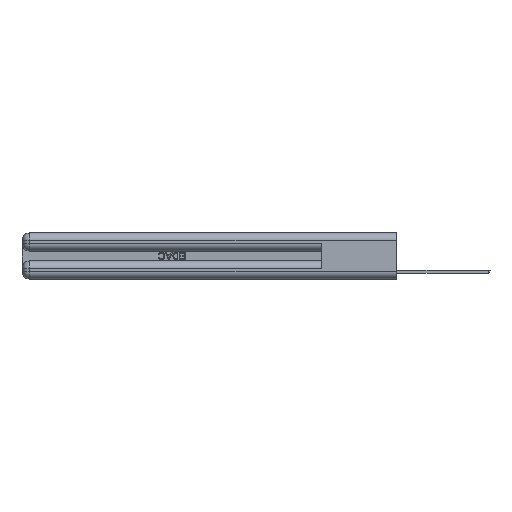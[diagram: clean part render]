
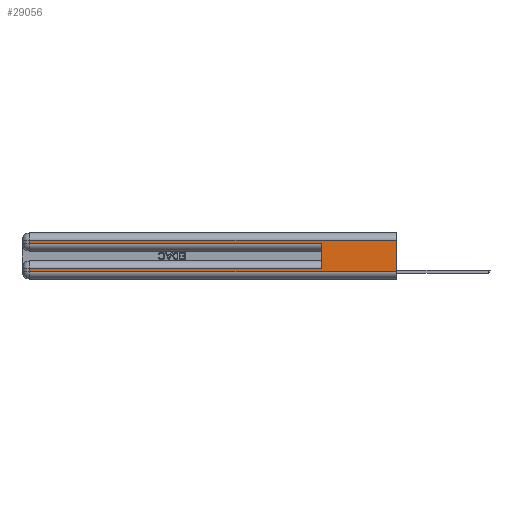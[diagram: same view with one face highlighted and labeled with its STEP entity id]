
A CAD part, left-side view. The second image highlights one B-rep face of the part: STEP entity #29056.
In plain terms, the highlighted planar face has unit normal (-1, 0, 0).
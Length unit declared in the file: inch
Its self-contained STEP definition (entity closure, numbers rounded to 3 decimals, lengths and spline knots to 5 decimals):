
#143 = DIRECTION ( 'NONE',  ( 0., 0., -1. ) ) ;
#197 = CARTESIAN_POINT ( 'NONE',  ( 0., 0., 0.285 ) ) ;
#362 = LINE ( 'NONE', #197, #23213 ) ;
#694 = PLANE ( 'NONE',  #22282 ) ;
#1946 = VECTOR ( 'NONE', #13502, 39.37008 ) ;
#2823 = EDGE_LOOP ( 'NONE', ( #31657, #26360, #17333, #31354, #23294, #31484, #9400, #21496 ) ) ;
#3435 = CARTESIAN_POINT ( 'NONE',  ( 0., 0.6, 0.285 ) ) ;
#4091 = EDGE_CURVE ( 'NONE', #4320, #28143, #30566, .T. ) ;
#4320 = VERTEX_POINT ( 'NONE', #29491 ) ;
#4572 = DIRECTION ( 'NONE',  ( 0., 0., -1. ) ) ;
#4991 = EDGE_CURVE ( 'NONE', #25132, #31439, #15936, .T. ) ;
#5540 = DIRECTION ( 'NONE',  ( 0., -1., 0. ) ) ;
#5882 = VECTOR ( 'NONE', #26089, 39.37008 ) ;
#6524 = VECTOR ( 'NONE', #19942, 39.37008 ) ;
#6559 = DIRECTION ( 'NONE',  ( 0., 0., -1. ) ) ;
#6904 = CARTESIAN_POINT ( 'NONE',  ( 0., 0., 0.06 ) ) ;
#7067 = CARTESIAN_POINT ( 'NONE',  ( 0., 0.6, 0.085 ) ) ;
#8159 = CARTESIAN_POINT ( 'NONE',  ( 0., 2.94, 0.37 ) ) ;
#9220 = VECTOR ( 'NONE', #26826, 39.37008 ) ;
#9400 = ORIENTED_EDGE ( 'NONE', *, *, #12764, .T. ) ;
#9479 = CARTESIAN_POINT ( 'NONE',  ( 0., 0., 0.37 ) ) ;
#10375 = EDGE_CURVE ( 'NONE', #31439, #15813, #362, .T. ) ;
#12646 = DIRECTION ( 'NONE',  ( 0., 0., 1. ) ) ;
#12715 = CARTESIAN_POINT ( 'NONE',  ( 0., 0., 0.06 ) ) ;
#12764 = EDGE_CURVE ( 'NONE', #26487, #4320, #27905, .T. ) ;
#13074 = CARTESIAN_POINT ( 'NONE',  ( 0., 0., 0.31 ) ) ;
#13502 = DIRECTION ( 'NONE',  ( 0., 1., 0. ) ) ;
#15813 = VERTEX_POINT ( 'NONE', #3435 ) ;
#15880 = VERTEX_POINT ( 'NONE', #7067 ) ;
#15936 = LINE ( 'NONE', #8159, #9220 ) ;
#15937 = CARTESIAN_POINT ( 'NONE',  ( 0., 0., 0.085 ) ) ;
#15992 = CARTESIAN_POINT ( 'NONE',  ( 0., 0., 0.37 ) ) ;
#16922 = DIRECTION ( 'NONE',  ( 1., 0., 0. ) ) ;
#17333 = ORIENTED_EDGE ( 'NONE', *, *, #4991, .T. ) ;
#19200 = VECTOR ( 'NONE', #4572, 39.37008 ) ;
#19860 = EDGE_CURVE ( 'NONE', #33733, #28143, #33993, .T. ) ;
#19942 = DIRECTION ( 'NONE',  ( 0., 1., 0. ) ) ;
#20135 = CARTESIAN_POINT ( 'NONE',  ( 0., 2.94, 0.37 ) ) ;
#20546 = EDGE_CURVE ( 'NONE', #33733, #25132, #25307, .T. ) ;
#21496 = ORIENTED_EDGE ( 'NONE', *, *, #4091, .T. ) ;
#22282 = AXIS2_PLACEMENT_3D ( 'NONE', #9479, #16922, #6559 ) ;
#22685 = LINE ( 'NONE', #30618, #24586 ) ;
#23213 = VECTOR ( 'NONE', #5540, 39.37008 ) ;
#23294 = ORIENTED_EDGE ( 'NONE', *, *, #30698, .F. ) ;
#23588 = LINE ( 'NONE', #15937, #1946 ) ;
#24586 = VECTOR ( 'NONE', #12646, 39.37008 ) ;
#25132 = VERTEX_POINT ( 'NONE', #33639 ) ;
#25139 = CARTESIAN_POINT ( 'NONE',  ( 0., 0., 0.31 ) ) ;
#25307 = LINE ( 'NONE', #25139, #6524 ) ;
#26089 = DIRECTION ( 'NONE',  ( 0., -1., 0. ) ) ;
#26360 = ORIENTED_EDGE ( 'NONE', *, *, #20546, .T. ) ;
#26487 = VERTEX_POINT ( 'NONE', #29140 ) ;
#26826 = DIRECTION ( 'NONE',  ( 0., 0., -1. ) ) ;
#26950 = FACE_OUTER_BOUND ( 'NONE', #2823, .T. ) ;
#27905 = LINE ( 'NONE', #20135, #19200 ) ;
#28143 = VERTEX_POINT ( 'NONE', #12715 ) ;
#29056 = ADVANCED_FACE ( 'NONE', ( #26950 ), #694, .F. ) ;
#29140 = CARTESIAN_POINT ( 'NONE',  ( 0., 2.94, 0.085 ) ) ;
#29491 = CARTESIAN_POINT ( 'NONE',  ( 0., 2.94, 0.06 ) ) ;
#30441 = EDGE_CURVE ( 'NONE', #15880, #26487, #23588, .T. ) ;
#30566 = LINE ( 'NONE', #6904, #5882 ) ;
#30618 = CARTESIAN_POINT ( 'NONE',  ( 0., 0.6, 0.145 ) ) ;
#30698 = EDGE_CURVE ( 'NONE', #15880, #15813, #22685, .T. ) ;
#31333 = VECTOR ( 'NONE', #143, 39.37008 ) ;
#31354 = ORIENTED_EDGE ( 'NONE', *, *, #10375, .T. ) ;
#31439 = VERTEX_POINT ( 'NONE', #33851 ) ;
#31484 = ORIENTED_EDGE ( 'NONE', *, *, #30441, .T. ) ;
#31657 = ORIENTED_EDGE ( 'NONE', *, *, #19860, .F. ) ;
#33639 = CARTESIAN_POINT ( 'NONE',  ( 0., 2.94, 0.31 ) ) ;
#33733 = VERTEX_POINT ( 'NONE', #13074 ) ;
#33851 = CARTESIAN_POINT ( 'NONE',  ( 0., 2.94, 0.285 ) ) ;
#33993 = LINE ( 'NONE', #15992, #31333 ) ;
